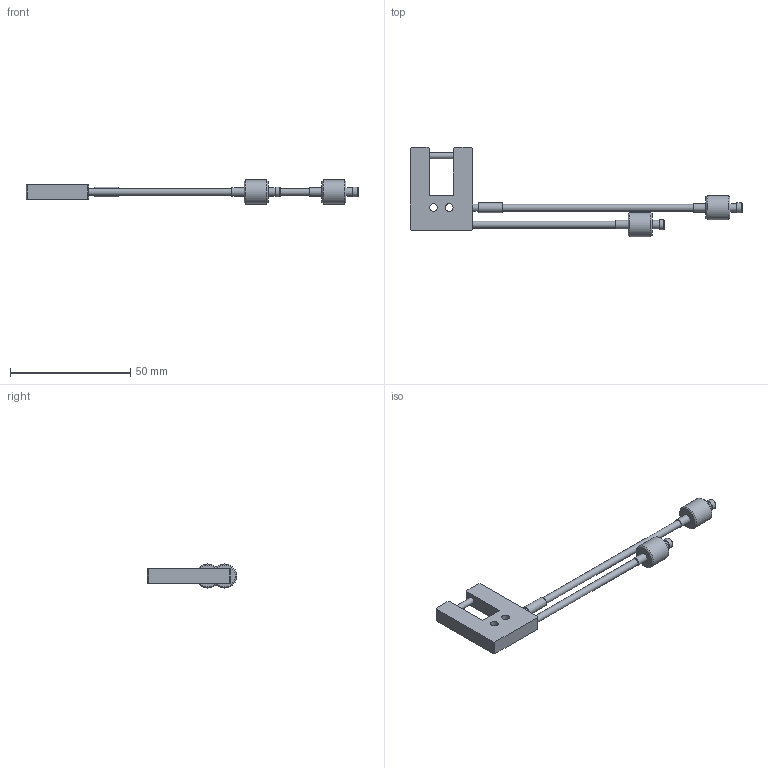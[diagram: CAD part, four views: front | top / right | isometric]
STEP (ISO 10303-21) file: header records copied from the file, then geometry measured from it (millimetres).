
FILE_DESCRIPTION(/* description */ (''),/* implementation_level */ '2;1');
FILE_NAME(/* name */ 'GPF-VS10-250-2.0L(수정2).stp',/* time_stamp */ '2020-03-06T18:46:03+09:00',/* author */ ('홍용의'),/* organization */ (''),/* preprocessor_version */ 'ST-DEVELOPER v17.2',/* originating_system */ 'Autodesk Inventor 2019',/* authorisation */ '');
FILE_SCHEMA (('AUTOMOTIVE_DESIGN { 1 0 10303 214 3 1 1 }'));
Length unit declared in the file: millimetre
Products named in the file (1): GPF-VS10-250-2.0L
Bounding box: 137.8 x 37.1 x 10 mm (x, y, z)
Volume: 6952.6 mm3; surface area: 5047.5 mm2
Topology: 1 solids, 1 shells, 53 faces, 135 edges, 96 vertices
Faces by surface type: plane 32, cylinder 15, cone 6
Full cylindrical faces by diameter (mm): 2.5 x1, 2.9 x2, 3 x1, 3.2 x2, 3.5 x4, 4 x1, 4.1 x2, 10 x2
Entity records: 1729 total; most frequent: DIRECTION 303, CARTESIAN_POINT 285, ORIENTED_EDGE 270, EDGE_CURVE 135, AXIS2_PLACEMENT_3D 114, VERTEX_POINT 96, LINE 75, VECTOR 75
